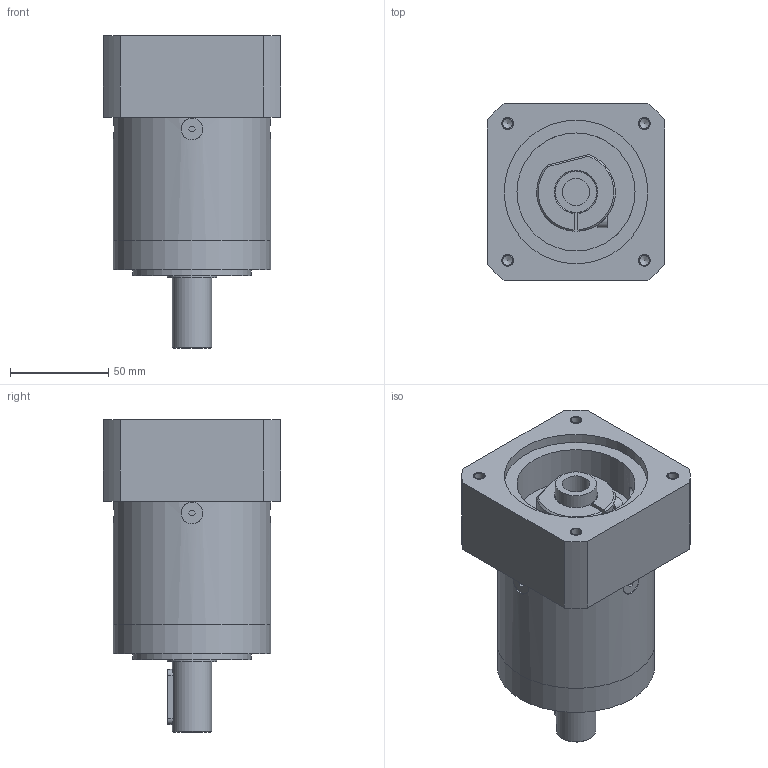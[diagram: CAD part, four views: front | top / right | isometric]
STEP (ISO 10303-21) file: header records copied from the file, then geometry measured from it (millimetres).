
FILE_DESCRIPTION((''),'2;1');
FILE_NAME('GPLE80-2S-F87.stp','2012-11-26T15:12:31',('wei_j'),(''),'Autodesk Inventor 2010','Autodesk Inventor 2010','');
FILE_SCHEMA(('AUTOMOTIVE_DESIGN { 1 0 10303 214 1 1 1 1 }'));
Length unit declared in the file: millimetre
Products named in the file (4): ple80_2_14_38_73_98p4_b5_m6_asm; PLE80_2_14_38_73_98P4_B5_M6; 210-217_065-001; M5_10
Assembly tree (3 placements, depth 2):
  ple80_2_14_38_73_98p4_b5_m6_asm
    PLE80_2_14_38_73_98P4_B5_M6
    210-217_065-001
    M5_10
Bounding box: 90 x 90 x 159 mm (x, y, z)
Volume: 671980.7 mm3; surface area: 69726.1 mm2
Topology: 3 solids, 13 shells, 145 faces, 337 edges, 227 vertices
Faces by surface type: plane 77, cylinder 48, cone 20
Full cylindrical faces by diameter (mm): 3.3 x1, 5 x2, 5.019 x4, 5.13 x5, 5.5 x1, 6 x9, 6.3 x1, 8 x1, 8.5 x1, 11 x4, 14 x1, 20 x1, 21 x1, 25 x1, 60 x2, 73 x1, 79.95 x1, 80 x1
Entity records: 4227 total; most frequent: CARTESIAN_POINT 1045, DIRECTION 643, ORIENTED_EDGE 509, EDGE_CURVE 265, AXIS2_PLACEMENT_3D 257, EDGE_LOOP 233, VERTEX_POINT 208, FACE_OUTER_BOUND 145
